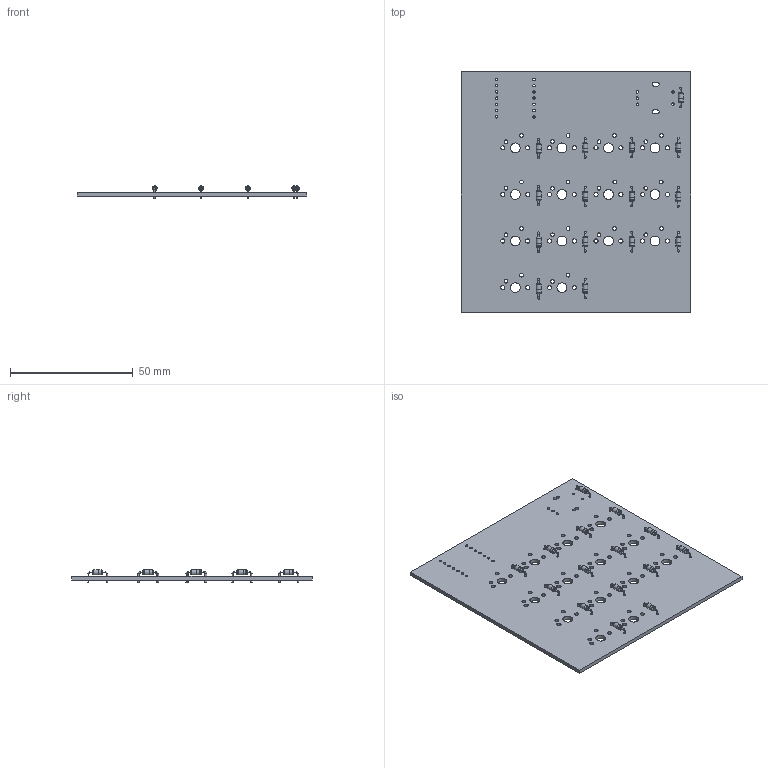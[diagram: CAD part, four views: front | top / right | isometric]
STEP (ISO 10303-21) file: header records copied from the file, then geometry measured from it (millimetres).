
FILE_DESCRIPTION(('KiCad electronic assembly'),'2;1');
FILE_NAME('N0PAD-pcb-2.step','2024-10-09T18:50:36',('Pcbnew'),('Kicad'), 'Open CASCADE STEP processor 7.8','KiCad to STEP converter','Unknown' );
FILE_SCHEMA(('AUTOMOTIVE_DESIGN { 1 0 10303 214 1 1 1 1 }'));
Length unit declared in the file: millimetre
Products named in the file (4): N0PAD-pcb-2 1; D_DO-35_SOD27_P7.62mm_Horizontal; N0PAD_PCB
Assembly tree (17 placements, depth 3):
  N0PAD-pcb-2 1
    D_DO-35_SOD27_P7.62mm_Horizontal  x15
      D_DO-35_SOD27_P7.62mm_Horizontal
    N0PAD_PCB
Bounding box: 93.5 x 98 x 5.01 mm (x, y, z)
Volume: 14366.8 mm3; surface area: 20060.8 mm2
Topology: 31 solids, 31 shells, 373 faces, 753 edges, 472 vertices
Faces by surface type: cylinder 213, plane 100, torus 60
Full cylindrical faces by diameter (mm): 0.5 x45, 0.8 x30, 1 x19, 1.5 x28, 1.7 x28, 2 x30, 2.02 x15, 4 x14
Entity records: 5728 total; most frequent: DIRECTION 1015, CARTESIAN_POINT 860, ORIENTED_EDGE 834, AXIS2_PLACEMENT_3D 431, EDGE_CURVE 417, FACE_BOUND 393, EDGE_LOOP 393, VERTEX_POINT 276
